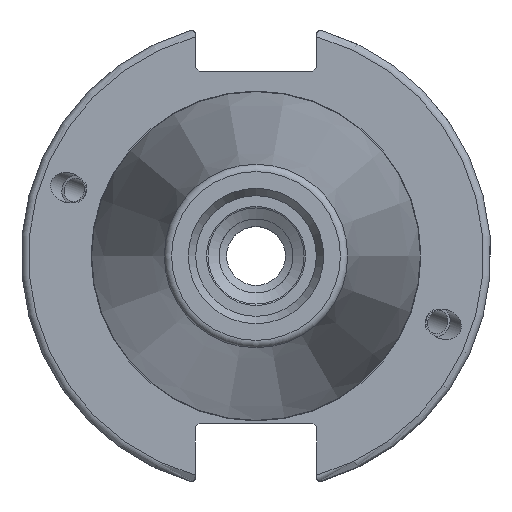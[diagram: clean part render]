
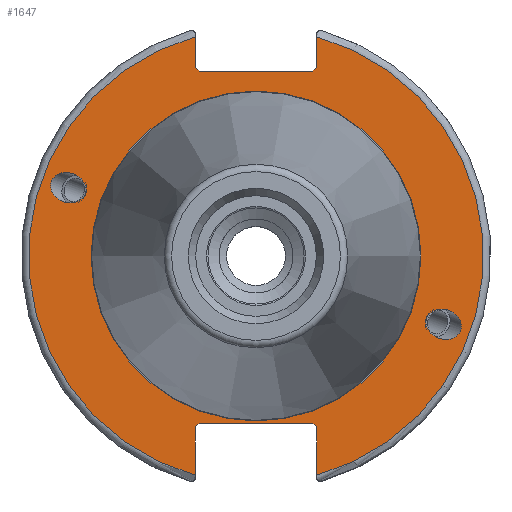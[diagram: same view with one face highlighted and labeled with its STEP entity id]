
A CAD part, left-side view. The second image highlights one B-rep face of the part: STEP entity #1647.
In plain terms, the highlighted planar face has unit normal (-1, 0, 0).
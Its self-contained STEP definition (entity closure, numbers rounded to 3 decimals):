
#58=FACE_BOUND('',#334,.T.);
#59=FACE_BOUND('',#335,.T.);
#60=FACE_BOUND('',#336,.T.);
#75=PLANE('',#1833);
#148=CIRCLE('',#1831,22.3);
#150=CIRCLE('',#1834,30.75);
#151=CIRCLE('',#1835,30.75);
#230=FACE_OUTER_BOUND('',#333,.T.);
#333=EDGE_LOOP('',(#1331,#1332,#1333,#1334,#1335,#1336,#1337,#1338,#1339,
#1340,#1341,#1342));
#334=EDGE_LOOP('',(#1343));
#335=EDGE_LOOP('',(#1344));
#336=EDGE_LOOP('',(#1345));
#436=LINE('',#3085,#535);
#437=LINE('',#3087,#536);
#438=LINE('',#3089,#537);
#439=LINE('',#3091,#538);
#440=LINE('',#3093,#539);
#441=LINE('',#3097,#540);
#442=LINE('',#3099,#541);
#443=LINE('',#3101,#542);
#444=LINE('',#3103,#543);
#445=LINE('',#3104,#544);
#535=VECTOR('',#2197,10.);
#536=VECTOR('',#2198,10.);
#537=VECTOR('',#2199,10.);
#538=VECTOR('',#2200,10.);
#539=VECTOR('',#2201,10.);
#540=VECTOR('',#2204,10.);
#541=VECTOR('',#2205,10.);
#542=VECTOR('',#2206,10.);
#543=VECTOR('',#2207,10.);
#544=VECTOR('',#2208,10.);
#635=ELLIPSE('',#1780,2.442,2.);
#644=ELLIPSE('',#1823,2.442,2.);
#712=VERTEX_POINT('',#2878);
#752=VERTEX_POINT('',#3061);
#757=VERTEX_POINT('',#3076);
#758=VERTEX_POINT('',#3081);
#759=VERTEX_POINT('',#3082);
#760=VERTEX_POINT('',#3084);
#761=VERTEX_POINT('',#3086);
#762=VERTEX_POINT('',#3088);
#763=VERTEX_POINT('',#3090);
#764=VERTEX_POINT('',#3092);
#765=VERTEX_POINT('',#3094);
#766=VERTEX_POINT('',#3096);
#767=VERTEX_POINT('',#3098);
#768=VERTEX_POINT('',#3100);
#769=VERTEX_POINT('',#3102);
#903=EDGE_CURVE('',#712,#712,#635,.T.);
#959=EDGE_CURVE('',#752,#752,#644,.T.);
#966=EDGE_CURVE('',#757,#757,#148,.T.);
#968=EDGE_CURVE('',#758,#759,#150,.T.);
#969=EDGE_CURVE('',#758,#760,#436,.T.);
#970=EDGE_CURVE('',#761,#760,#437,.T.);
#971=EDGE_CURVE('',#761,#762,#438,.T.);
#972=EDGE_CURVE('',#763,#762,#439,.T.);
#973=EDGE_CURVE('',#763,#764,#440,.T.);
#974=EDGE_CURVE('',#765,#764,#151,.T.);
#975=EDGE_CURVE('',#765,#766,#441,.T.);
#976=EDGE_CURVE('',#767,#766,#442,.T.);
#977=EDGE_CURVE('',#767,#768,#443,.T.);
#978=EDGE_CURVE('',#769,#768,#444,.T.);
#979=EDGE_CURVE('',#769,#759,#445,.T.);
#1331=ORIENTED_EDGE('',*,*,#968,.F.);
#1332=ORIENTED_EDGE('',*,*,#969,.T.);
#1333=ORIENTED_EDGE('',*,*,#970,.F.);
#1334=ORIENTED_EDGE('',*,*,#971,.T.);
#1335=ORIENTED_EDGE('',*,*,#972,.F.);
#1336=ORIENTED_EDGE('',*,*,#973,.T.);
#1337=ORIENTED_EDGE('',*,*,#974,.F.);
#1338=ORIENTED_EDGE('',*,*,#975,.T.);
#1339=ORIENTED_EDGE('',*,*,#976,.F.);
#1340=ORIENTED_EDGE('',*,*,#977,.T.);
#1341=ORIENTED_EDGE('',*,*,#978,.F.);
#1342=ORIENTED_EDGE('',*,*,#979,.T.);
#1343=ORIENTED_EDGE('',*,*,#903,.T.);
#1344=ORIENTED_EDGE('',*,*,#959,.T.);
#1345=ORIENTED_EDGE('',*,*,#966,.F.);
#1647=ADVANCED_FACE('',(#230,#58,#59,#60),#75,.T.);
#1780=AXIS2_PLACEMENT_3D('',#2880,#2068,#2069);
#1823=AXIS2_PLACEMENT_3D('',#3063,#2171,#2172);
#1831=AXIS2_PLACEMENT_3D('',#3078,#2189,#2190);
#1833=AXIS2_PLACEMENT_3D('',#3080,#2193,#2194);
#1834=AXIS2_PLACEMENT_3D('',#3083,#2195,#2196);
#1835=AXIS2_PLACEMENT_3D('',#3095,#2202,#2203);
#2068=DIRECTION('center_axis',(1.,0.,0.));
#2069=DIRECTION('ref_axis',(0.,-0.94,-0.342));
#2171=DIRECTION('center_axis',(1.,0.,0.));
#2172=DIRECTION('ref_axis',(0.,0.94,0.342));
#2189=DIRECTION('center_axis',(-1.,0.,0.));
#2190=DIRECTION('ref_axis',(0.,-1.,0.));
#2193=DIRECTION('center_axis',(-1.,0.,0.));
#2194=DIRECTION('ref_axis',(0.,0.,1.));
#2195=DIRECTION('center_axis',(1.,0.,0.));
#2196=DIRECTION('ref_axis',(0.,-1.,0.));
#2197=DIRECTION('',(0.,0.,-1.));
#2198=DIRECTION('',(0.,-0.707,0.707));
#2199=DIRECTION('',(0.,1.,0.));
#2200=DIRECTION('',(0.,-0.707,-0.707));
#2201=DIRECTION('',(0.,0.,1.));
#2202=DIRECTION('center_axis',(1.,0.,0.));
#2203=DIRECTION('ref_axis',(0.,1.,0.));
#2204=DIRECTION('',(0.,0.,1.));
#2205=DIRECTION('',(0.,0.707,-0.707));
#2206=DIRECTION('',(0.,-1.,0.));
#2207=DIRECTION('',(0.,0.707,0.707));
#2208=DIRECTION('',(0.,0.,-1.));
#2878=CARTESIAN_POINT('',(3.175,-23.077,-8.399));
#2880=CARTESIAN_POINT('Origin',(3.175,-25.372,-9.235));
#3061=CARTESIAN_POINT('',(3.175,23.077,8.399));
#3063=CARTESIAN_POINT('Origin',(3.175,25.372,9.235));
#3076=CARTESIAN_POINT('',(3.175,0.,22.3));
#3078=CARTESIAN_POINT('Origin',(3.175,0.,0.));
#3080=CARTESIAN_POINT('Origin',(3.175,31.75,0.));
#3081=CARTESIAN_POINT('',(3.175,-8.19,29.639));
#3082=CARTESIAN_POINT('',(3.175,-8.19,-29.639));
#3083=CARTESIAN_POINT('Origin',(3.175,0.,0.));
#3084=CARTESIAN_POINT('',(3.175,-8.19,25.5));
#3085=CARTESIAN_POINT('',(3.175,-8.19,12.5));
#3086=CARTESIAN_POINT('',(3.175,-7.69,25.));
#3087=CARTESIAN_POINT('',(3.175,8.295,9.015));
#3088=CARTESIAN_POINT('',(3.175,7.69,25.));
#3089=CARTESIAN_POINT('',(3.175,15.875,25.));
#3090=CARTESIAN_POINT('',(3.175,8.19,25.5));
#3091=CARTESIAN_POINT('',(3.175,7.58,24.89));
#3092=CARTESIAN_POINT('',(3.175,8.19,29.639));
#3093=CARTESIAN_POINT('',(3.175,8.19,12.5));
#3094=CARTESIAN_POINT('',(3.175,8.19,-29.639));
#3095=CARTESIAN_POINT('Origin',(3.175,0.,0.));
#3096=CARTESIAN_POINT('',(3.175,8.19,-23.1));
#3097=CARTESIAN_POINT('',(3.175,8.19,-11.3));
#3098=CARTESIAN_POINT('',(3.175,7.69,-22.6));
#3099=CARTESIAN_POINT('',(3.175,8.18,-23.09));
#3100=CARTESIAN_POINT('',(3.175,-7.69,-22.6));
#3101=CARTESIAN_POINT('',(3.175,15.875,-22.6));
#3102=CARTESIAN_POINT('',(3.175,-8.19,-23.1));
#3103=CARTESIAN_POINT('',(3.175,7.695,-7.215));
#3104=CARTESIAN_POINT('',(3.175,-8.19,-11.3));
